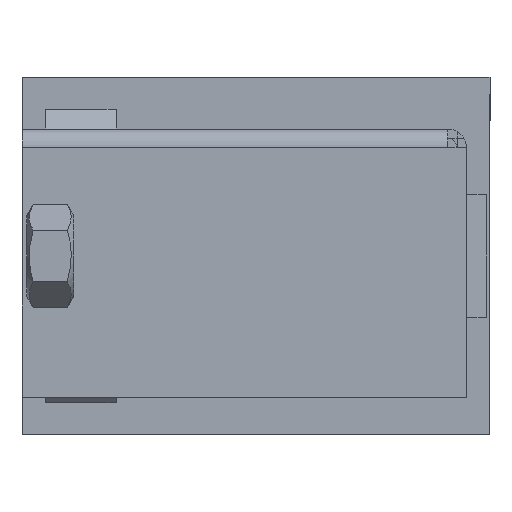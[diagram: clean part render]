
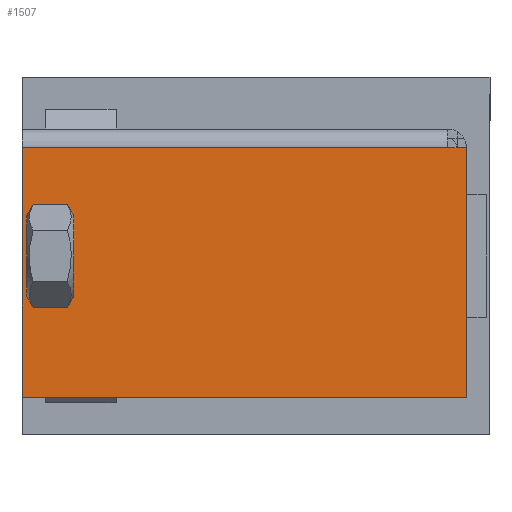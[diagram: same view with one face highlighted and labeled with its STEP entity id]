
A CAD part, front view. The second image highlights one B-rep face of the part: STEP entity #1507.
In plain terms, the highlighted face is planar.
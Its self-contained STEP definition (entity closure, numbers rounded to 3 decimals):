
#199=LINE('',#13472,#337);
#202=LINE('',#13478,#340);
#227=LINE('',#13607,#365);
#240=LINE('',#13634,#378);
#241=LINE('',#13635,#379);
#337=VECTOR('',#1942,10.);
#340=VECTOR('',#1947,10.);
#365=VECTOR('',#2010,2.88);
#378=VECTOR('',#2043,10.);
#379=VECTOR('',#2044,10.);
#467=PLANE('',#1724);
#554=FACE_OUTER_BOUND('',#655,.T.);
#655=EDGE_LOOP('',(#1263,#1264,#1265,#1266,#1267));
#764=VERTEX_POINT('',#13469);
#765=VERTEX_POINT('',#13471);
#767=VERTEX_POINT('',#13477);
#793=VERTEX_POINT('',#13606);
#794=VERTEX_POINT('',#13612);
#914=EDGE_CURVE('',#764,#765,#199,.T.);
#917=EDGE_CURVE('',#767,#764,#202,.T.);
#952=EDGE_CURVE('',#765,#793,#227,.T.);
#968=EDGE_CURVE('',#767,#794,#240,.T.);
#969=EDGE_CURVE('',#794,#793,#241,.T.);
#1263=ORIENTED_EDGE('',*,*,#917,.F.);
#1264=ORIENTED_EDGE('',*,*,#968,.T.);
#1265=ORIENTED_EDGE('',*,*,#969,.T.);
#1266=ORIENTED_EDGE('',*,*,#952,.F.);
#1267=ORIENTED_EDGE('',*,*,#914,.F.);
#1507=ADVANCED_FACE('',(#554),#467,.F.);
#1724=AXIS2_PLACEMENT_3D('',#13633,#2041,#2042);
#1942=DIRECTION('',(-1.,0.,0.));
#1947=DIRECTION('',(0.,0.,1.));
#2010=DIRECTION('',(0.,0.,-1.));
#2041=DIRECTION('center_axis',(0.,-1.,0.));
#2042=DIRECTION('ref_axis',(1.,0.,0.));
#2043=DIRECTION('',(-1.,0.,0.));
#2044=DIRECTION('',(-1.,0.,0.));
#13469=CARTESIAN_POINT('',(-0.496,89.755,57.));
#13471=CARTESIAN_POINT('',(-94.996,89.755,57.));
#13472=CARTESIAN_POINT('',(-0.496,89.755,57.));
#13477=CARTESIAN_POINT('',(-0.496,89.755,4.));
#13478=CARTESIAN_POINT('',(-0.496,89.755,15.998));
#13606=CARTESIAN_POINT('',(-94.996,89.755,4.));
#13607=CARTESIAN_POINT('',(-94.996,89.755,-5.048));
#13612=CARTESIAN_POINT('',(-4.496,89.755,4.));
#13633=CARTESIAN_POINT('Origin',(-47.746,89.755,20.738));
#13634=CARTESIAN_POINT('',(-47.746,89.755,4.));
#13635=CARTESIAN_POINT('',(-47.746,89.755,4.));
